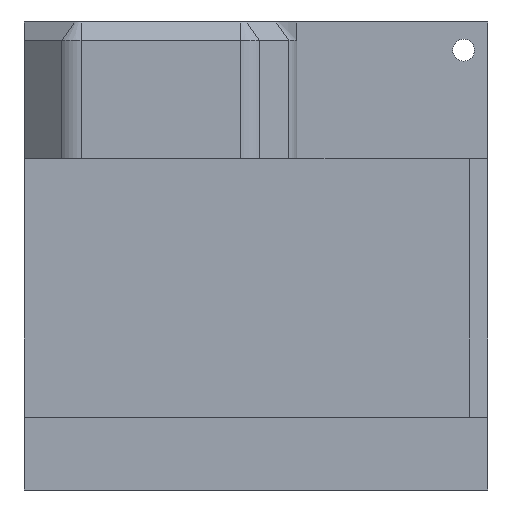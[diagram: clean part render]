
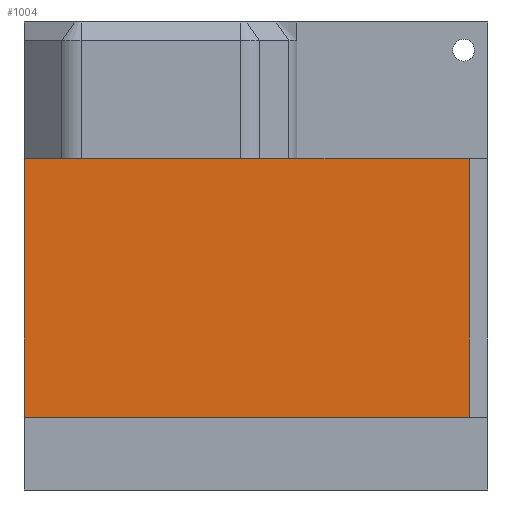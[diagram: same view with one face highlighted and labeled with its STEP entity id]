
A CAD part, front view. The second image highlights one B-rep face of the part: STEP entity #1004.
In plain terms, the highlighted planar face has unit normal (0, -1, 0).
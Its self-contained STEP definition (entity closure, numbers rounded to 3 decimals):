
#115 = CARTESIAN_POINT ( 'NONE',  ( 48., 0., -51.5 ) ) ;
#164 = ORIENTED_EDGE ( 'NONE', *, *, #4020, .T. ) ;
#265 = EDGE_CURVE ( 'NONE', #4299, #669, #2340, .T. ) ;
#289 = DIRECTION ( 'NONE',  ( 1., 0., 0. ) ) ;
#357 = VERTEX_POINT ( 'NONE', #393 ) ;
#366 = LINE ( 'NONE', #3538, #2011 ) ;
#393 = CARTESIAN_POINT ( 'NONE',  ( 74., 0., -2. ) ) ;
#459 = CARTESIAN_POINT ( 'NONE',  ( 96., 0., -15. ) ) ;
#496 = CARTESIAN_POINT ( 'NONE',  ( 74., 0., 31.623 ) ) ;
#592 = AXIS2_PLACEMENT_3D ( 'NONE', #5815, #720, #1589 ) ;
#669 = VERTEX_POINT ( 'NONE', #1225 ) ;
#720 = DIRECTION ( 'NONE',  ( 0., -1., 0. ) ) ;
#740 = DIRECTION ( 'NONE',  ( 1., 0., 0. ) ) ;
#751 = EDGE_CURVE ( 'NONE', #5365, #5515, #2821, .T. ) ;
#757 = LINE ( 'NONE', #4031, #5758 ) ;
#835 = VECTOR ( 'NONE', #4889, 1000. ) ;
#877 = ORIENTED_EDGE ( 'NONE', *, *, #4135, .T. ) ;
#1004 = ADVANCED_FACE ( 'NONE', ( #2118 ), #2631, .T. ) ;
#1168 = CARTESIAN_POINT ( 'NONE',  ( 52., 0., -15. ) ) ;
#1225 = CARTESIAN_POINT ( 'NONE',  ( 78., 0., -15. ) ) ;
#1264 = ORIENTED_EDGE ( 'NONE', *, *, #3704, .F. ) ;
#1318 = VECTOR ( 'NONE', #3891, 1000. ) ;
#1372 = CARTESIAN_POINT ( 'NONE',  ( 52., 0., -2. ) ) ;
#1589 = DIRECTION ( 'NONE',  ( 0., 0., -1. ) ) ;
#1662 = CARTESIAN_POINT ( 'NONE',  ( 48., 0., -43.5 ) ) ;
#1736 = EDGE_CURVE ( 'NONE', #357, #4299, #4668, .T. ) ;
#1945 = ORIENTED_EDGE ( 'NONE', *, *, #3816, .T. ) ;
#2011 = VECTOR ( 'NONE', #740, 1000. ) ;
#2118 = FACE_OUTER_BOUND ( 'NONE', #2544, .T. ) ;
#2286 = VERTEX_POINT ( 'NONE', #1168 ) ;
#2340 = LINE ( 'NONE', #4203, #4525 ) ;
#2410 = VERTEX_POINT ( 'NONE', #4476 ) ;
#2425 = CARTESIAN_POINT ( 'NONE',  ( 74., 0., -15. ) ) ;
#2544 = EDGE_LOOP ( 'NONE', ( #164, #4341, #1945, #3157, #4647, #5193, #877, #1264, #3333 ) ) ;
#2631 = PLANE ( 'NONE',  #592 ) ;
#2705 = LINE ( 'NONE', #4007, #2894 ) ;
#2821 = LINE ( 'NONE', #3688, #3142 ) ;
#2894 = VECTOR ( 'NONE', #5456, 1000. ) ;
#2977 = VERTEX_POINT ( 'NONE', #1372 ) ;
#3019 = LINE ( 'NONE', #115, #1318 ) ;
#3142 = VECTOR ( 'NONE', #6100, 1000. ) ;
#3157 = ORIENTED_EDGE ( 'NONE', *, *, #265, .F. ) ;
#3333 = ORIENTED_EDGE ( 'NONE', *, *, #5511, .F. ) ;
#3346 = DIRECTION ( 'NONE',  ( -1., 0., 0. ) ) ;
#3368 = CARTESIAN_POINT ( 'NONE',  ( 74., 0., -2. ) ) ;
#3538 = CARTESIAN_POINT ( 'NONE',  ( 52., 0., -15. ) ) ;
#3688 = CARTESIAN_POINT ( 'NONE',  ( 97., 0., -51.5 ) ) ;
#3704 = EDGE_CURVE ( 'NONE', #2410, #2286, #366, .T. ) ;
#3724 = DIRECTION ( 'NONE',  ( 1., 0., 0. ) ) ;
#3816 = EDGE_CURVE ( 'NONE', #5365, #669, #5645, .T. ) ;
#3891 = DIRECTION ( 'NONE',  ( 0., 0., 1. ) ) ;
#3979 = VECTOR ( 'NONE', #3346, 1000. ) ;
#4007 = CARTESIAN_POINT ( 'NONE',  ( 52., 0., 31.623 ) ) ;
#4020 = EDGE_CURVE ( 'NONE', #6092, #5515, #757, .T. ) ;
#4031 = CARTESIAN_POINT ( 'NONE',  ( 48., 0., -43.5 ) ) ;
#4135 = EDGE_CURVE ( 'NONE', #2977, #2286, #2705, .T. ) ;
#4203 = CARTESIAN_POINT ( 'NONE',  ( 78., 0., -15. ) ) ;
#4214 = DIRECTION ( 'NONE',  ( 0., 0., -1. ) ) ;
#4299 = VERTEX_POINT ( 'NONE', #2425 ) ;
#4341 = ORIENTED_EDGE ( 'NONE', *, *, #751, .F. ) ;
#4397 = EDGE_CURVE ( 'NONE', #2977, #357, #5264, .T. ) ;
#4476 = CARTESIAN_POINT ( 'NONE',  ( 48., 0., -15. ) ) ;
#4525 = VECTOR ( 'NONE', #3724, 1000. ) ;
#4647 = ORIENTED_EDGE ( 'NONE', *, *, #1736, .F. ) ;
#4668 = LINE ( 'NONE', #496, #5529 ) ;
#4722 = CARTESIAN_POINT ( 'NONE',  ( 97., 0., -15. ) ) ;
#4889 = DIRECTION ( 'NONE',  ( 1., 0., 0. ) ) ;
#4905 = CARTESIAN_POINT ( 'NONE',  ( 97., 0., -43.5 ) ) ;
#5193 = ORIENTED_EDGE ( 'NONE', *, *, #4397, .F. ) ;
#5264 = LINE ( 'NONE', #3368, #835 ) ;
#5365 = VERTEX_POINT ( 'NONE', #4722 ) ;
#5456 = DIRECTION ( 'NONE',  ( 0., 0., -1. ) ) ;
#5511 = EDGE_CURVE ( 'NONE', #6092, #2410, #3019, .T. ) ;
#5515 = VERTEX_POINT ( 'NONE', #4905 ) ;
#5529 = VECTOR ( 'NONE', #4214, 1000. ) ;
#5645 = LINE ( 'NONE', #459, #3979 ) ;
#5758 = VECTOR ( 'NONE', #289, 1000. ) ;
#5815 = CARTESIAN_POINT ( 'NONE',  ( 96., 0., -51.5 ) ) ;
#6092 = VERTEX_POINT ( 'NONE', #1662 ) ;
#6100 = DIRECTION ( 'NONE',  ( 0., 0., -1. ) ) ;
